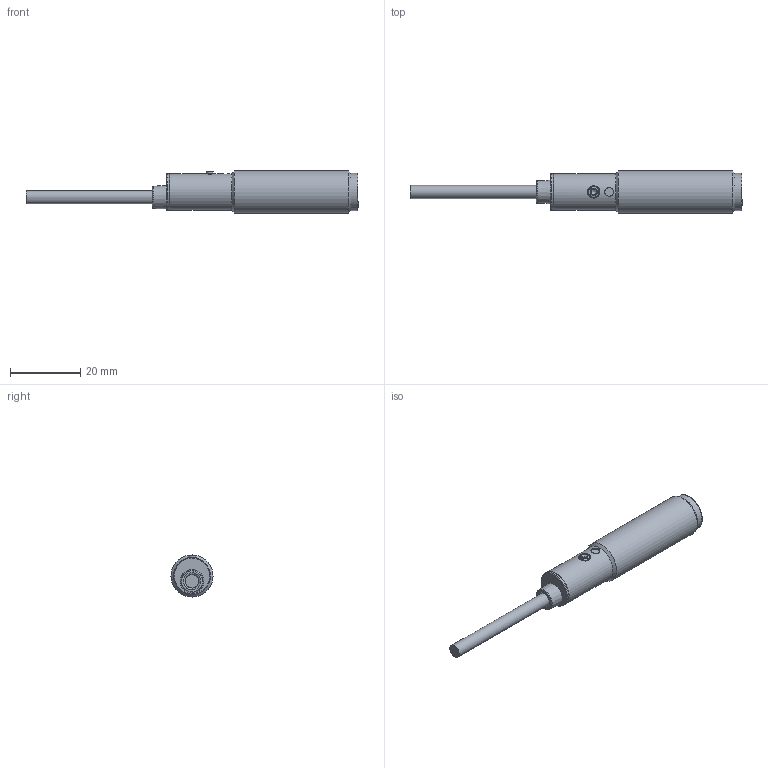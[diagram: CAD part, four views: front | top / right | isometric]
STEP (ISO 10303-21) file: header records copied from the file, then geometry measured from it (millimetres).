
FILE_DESCRIPTION (( 'STEP AP214' ), '1' );
FILE_NAME ('DM3_1A_fig.STEP', '2024-07-30T09:33:25', ( '' ), ( '' ), 'SwSTEP 2.0', 'SolidWorks 2023', '' );
FILE_SCHEMA (( 'AUTOMOTIVE_DESIGN' ));
Length unit declared in the file: inch
Products named in the file (1): DM3_1A_fig
Bounding box: 94.5 x 12 x 12 mm (x, y, z)
Volume: 6129.3 mm3; surface area: 2758.9 mm2
Topology: 1 solids, 1 shells, 30 faces, 59 edges, 40 vertices
Faces by surface type: cylinder 12, plane 9, cone 5, bspline 4
Full cylindrical faces by diameter (mm): 2 x1, 2.5 x1, 3 x1, 3.5 x1, 3.75 x1, 3.85 x1, 10.5 x2, 10.6 x1, 12 x1
Entity records: 983 total; most frequent: CARTESIAN_POINT 501, DIRECTION 92, EDGE_LOOP 58, ORIENTED_EDGE 58, AXIS2_PLACEMENT_3D 46, FACE_OUTER_BOUND 44, ADVANCED_FACE 30, EDGE_CURVE 29
